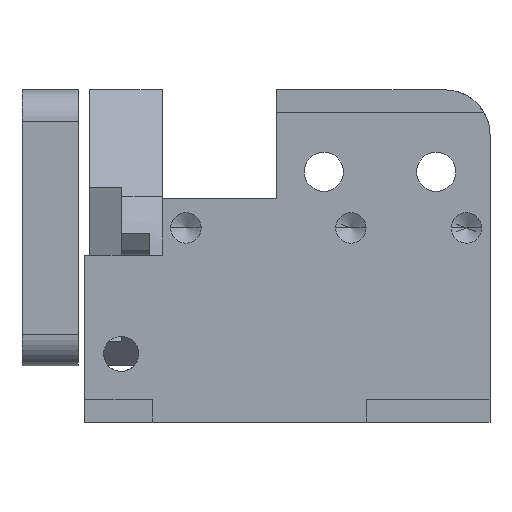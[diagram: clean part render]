
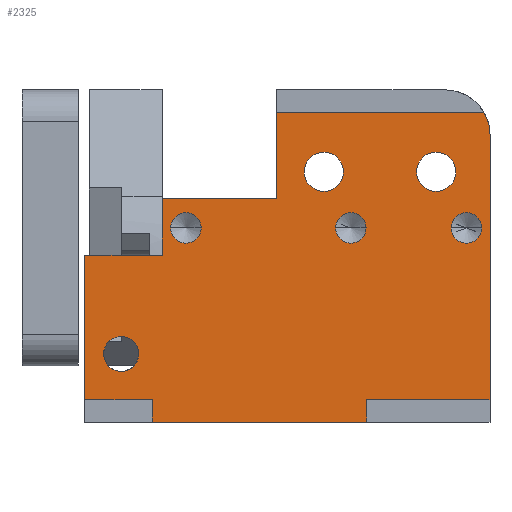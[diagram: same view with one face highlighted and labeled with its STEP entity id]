
A CAD part, front view. The second image highlights one B-rep face of the part: STEP entity #2325.
In plain terms, the highlighted planar face has unit normal (0, -1, 0).
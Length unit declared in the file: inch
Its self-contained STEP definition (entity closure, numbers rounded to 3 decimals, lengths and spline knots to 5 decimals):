
#154=DIRECTION('',(1.,0.,0.));
#155=VECTOR('',#154,0.92321);
#156=CARTESIAN_POINT('',(0.855,0.01,1.38));
#157=LINE('',#156,#155);
#161=CARTESIAN_POINT('',(1.605,0.01,1.28));
#162=DIRECTION('',(0.,1.,0.));
#163=DIRECTION('',(0.866,0.,0.5));
#164=AXIS2_PLACEMENT_3D('',#161,#162,#163);
#169=CARTESIAN_POINT('',(1.065,0.01,1.115));
#170=DIRECTION('',(0.,-1.,0.));
#171=DIRECTION('',(0.,0.,1.));
#172=AXIS2_PLACEMENT_3D('',#169,#170,#171);
#177=CARTESIAN_POINT('',(1.065,0.01,1.115));
#178=DIRECTION('',(0.,-1.,0.));
#179=DIRECTION('',(0.,0.,-1.));
#180=AXIS2_PLACEMENT_3D('',#177,#178,#179);
#185=CARTESIAN_POINT('',(1.565,0.01,1.115));
#186=DIRECTION('',(0.,-1.,0.));
#187=DIRECTION('',(0.,0.,1.));
#188=AXIS2_PLACEMENT_3D('',#185,#186,#187);
#193=CARTESIAN_POINT('',(1.565,0.01,1.115));
#194=DIRECTION('',(0.,-1.,0.));
#195=DIRECTION('',(0.,0.,-1.));
#196=AXIS2_PLACEMENT_3D('',#193,#194,#195);
#201=CARTESIAN_POINT('',(0.162,0.01,0.304));
#202=DIRECTION('',(0.,-1.,0.));
#203=DIRECTION('',(1.,0.,0.));
#204=AXIS2_PLACEMENT_3D('',#201,#202,#203);
#209=CARTESIAN_POINT('',(0.162,0.01,0.304));
#210=DIRECTION('',(0.,-1.,0.));
#211=DIRECTION('',(-1.,0.,0.));
#212=AXIS2_PLACEMENT_3D('',#209,#210,#211);
#217=CARTESIAN_POINT('',(0.45,0.01,0.865));
#218=DIRECTION('',(0.,-1.,0.));
#219=DIRECTION('',(-1.,0.,0.));
#220=AXIS2_PLACEMENT_3D('',#217,#218,#219);
#225=CARTESIAN_POINT('',(0.45,0.01,0.865));
#226=DIRECTION('',(0.,-1.,0.));
#227=DIRECTION('',(1.,0.,0.));
#228=AXIS2_PLACEMENT_3D('',#225,#226,#227);
#233=CARTESIAN_POINT('',(1.185,0.01,0.865));
#234=DIRECTION('',(0.,-1.,0.));
#235=DIRECTION('',(-1.,0.,0.));
#236=AXIS2_PLACEMENT_3D('',#233,#234,#235);
#241=CARTESIAN_POINT('',(1.185,0.01,0.865));
#242=DIRECTION('',(0.,-1.,0.));
#243=DIRECTION('',(1.,0.,0.));
#244=AXIS2_PLACEMENT_3D('',#241,#242,#243);
#249=CARTESIAN_POINT('',(1.7,0.01,0.865));
#250=DIRECTION('',(0.,-1.,0.));
#251=DIRECTION('',(-1.,0.,0.));
#252=AXIS2_PLACEMENT_3D('',#249,#250,#251);
#257=CARTESIAN_POINT('',(1.7,0.01,0.865));
#258=DIRECTION('',(0.,-1.,0.));
#259=DIRECTION('',(1.,0.,0.));
#260=AXIS2_PLACEMENT_3D('',#257,#258,#259);
#265=DIRECTION('',(1.,0.,0.));
#266=VECTOR('',#265,0.55);
#267=CARTESIAN_POINT('',(1.255,0.01,0.1));
#268=LINE('',#267,#266);
#300=DIRECTION('',(0.,0.,1.));
#301=VECTOR('',#300,0.1);
#302=CARTESIAN_POINT('',(1.255,0.01,0.));
#303=LINE('',#302,#301);
#314=DIRECTION('',(0.,0.,1.));
#315=VECTOR('',#314,1.18);
#316=CARTESIAN_POINT('',(1.805,0.01,0.1));
#317=LINE('',#316,#315);
#495=DIRECTION('',(0.,0.,-1.));
#496=VECTOR('',#495,0.251);
#497=CARTESIAN_POINT('',(0.345,0.01,0.995));
#498=LINE('',#497,#496);
#704=DIRECTION('',(-1.,0.,0.));
#705=VECTOR('',#704,0.345);
#706=CARTESIAN_POINT('',(0.345,0.01,0.744));
#707=LINE('',#706,#705);
#845=DIRECTION('',(0.,0.,-1.));
#846=VECTOR('',#845,0.644);
#847=CARTESIAN_POINT('',(0.,0.01,0.744));
#848=LINE('',#847,#846);
#882=DIRECTION('',(1.,0.,0.));
#883=VECTOR('',#882,0.3);
#884=CARTESIAN_POINT('',(0.,0.01,0.1));
#885=LINE('',#884,#883);
#903=DIRECTION('',(0.,0.,-1.));
#904=VECTOR('',#903,0.1);
#905=CARTESIAN_POINT('',(0.3,0.01,0.1));
#906=LINE('',#905,#904);
#917=DIRECTION('',(1.,0.,0.));
#918=VECTOR('',#917,0.955);
#919=CARTESIAN_POINT('',(0.3,0.01,0.));
#920=LINE('',#919,#918);
#1434=DIRECTION('',(0.,0.,-1.));
#1435=VECTOR('',#1434,0.385);
#1436=CARTESIAN_POINT('',(0.855,0.01,1.38));
#1437=LINE('',#1436,#1435);
#1478=DIRECTION('',(-1.,0.,0.));
#1479=VECTOR('',#1478,0.51);
#1480=CARTESIAN_POINT('',(0.855,0.01,0.995));
#1481=LINE('',#1480,#1479);
#1931=CARTESIAN_POINT('',(1.77821,0.01,1.38));
#1932=VERTEX_POINT('',#1931);
#1933=CARTESIAN_POINT('',(0.855,0.01,1.38));
#1934=VERTEX_POINT('',#1933);
#1935=CARTESIAN_POINT('',(1.065,0.01,1.2025));
#1936=CARTESIAN_POINT('',(1.065,0.01,1.0275));
#1937=VERTEX_POINT('',#1935);
#1938=VERTEX_POINT('',#1936);
#1939=CARTESIAN_POINT('',(1.565,0.01,1.2025));
#1940=CARTESIAN_POINT('',(1.565,0.01,1.0275));
#1941=VERTEX_POINT('',#1939);
#1942=VERTEX_POINT('',#1940);
#1943=CARTESIAN_POINT('',(1.255,0.01,0.1));
#1944=CARTESIAN_POINT('',(1.805,0.01,0.1));
#1945=VERTEX_POINT('',#1943);
#1946=VERTEX_POINT('',#1944);
#1947=CARTESIAN_POINT('',(0.3,0.01,0.1));
#1948=CARTESIAN_POINT('',(0.3,0.01,0.));
#1949=VERTEX_POINT('',#1947);
#1950=VERTEX_POINT('',#1948);
#1951=CARTESIAN_POINT('',(0.,0.01,0.1));
#1952=VERTEX_POINT('',#1951);
#1953=CARTESIAN_POINT('',(1.805,0.01,1.28));
#1954=VERTEX_POINT('',#1953);
#1955=CARTESIAN_POINT('',(0.24,0.01,0.304));
#1956=CARTESIAN_POINT('',(0.084,0.01,0.304));
#1957=VERTEX_POINT('',#1955);
#1958=VERTEX_POINT('',#1956);
#1959=CARTESIAN_POINT('',(0.382,0.01,0.865));
#1960=CARTESIAN_POINT('',(0.518,0.01,0.865));
#1961=VERTEX_POINT('',#1959);
#1962=VERTEX_POINT('',#1960);
#1963=CARTESIAN_POINT('',(1.117,0.01,0.865));
#1964=CARTESIAN_POINT('',(1.253,0.01,0.865));
#1965=VERTEX_POINT('',#1963);
#1966=VERTEX_POINT('',#1964);
#1967=CARTESIAN_POINT('',(1.632,0.01,0.865));
#1968=CARTESIAN_POINT('',(1.768,0.01,0.865));
#1969=VERTEX_POINT('',#1967);
#1970=VERTEX_POINT('',#1968);
#2035=CARTESIAN_POINT('',(0.345,0.01,0.995));
#2036=CARTESIAN_POINT('',(0.345,0.01,0.744));
#2037=VERTEX_POINT('',#2035);
#2038=VERTEX_POINT('',#2036);
#2173=CARTESIAN_POINT('',(0.,0.01,0.744));
#2174=VERTEX_POINT('',#2173);
#2181=CARTESIAN_POINT('',(1.255,0.01,0.));
#2182=VERTEX_POINT('',#2181);
#2197=CARTESIAN_POINT('',(0.855,0.01,0.995));
#2198=VERTEX_POINT('',#2197);
#2257=CARTESIAN_POINT('',(0.9025,0.01,0.69));
#2258=DIRECTION('',(0.,1.,0.));
#2259=DIRECTION('',(0.,0.,1.));
#2260=AXIS2_PLACEMENT_3D('',#2257,#2258,#2259);
#2261=PLANE('',#2260);
#2263=ORIENTED_EDGE('',*,*,#2262,.F.);
#2265=ORIENTED_EDGE('',*,*,#2264,.F.);
#2267=ORIENTED_EDGE('',*,*,#2266,.F.);
#2269=ORIENTED_EDGE('',*,*,#2268,.F.);
#2271=ORIENTED_EDGE('',*,*,#2270,.F.);
#2273=ORIENTED_EDGE('',*,*,#2272,.F.);
#2275=ORIENTED_EDGE('',*,*,#2274,.F.);
#2277=ORIENTED_EDGE('',*,*,#2276,.F.);
#2279=ORIENTED_EDGE('',*,*,#2278,.F.);
#2281=ORIENTED_EDGE('',*,*,#2280,.F.);
#2283=ORIENTED_EDGE('',*,*,#2282,.T.);
#2284=ORIENTED_EDGE('',*,*,#2243,.T.);
#2286=ORIENTED_EDGE('',*,*,#2285,.F.);
#2287=EDGE_LOOP('',(#2263,#2265,#2267,#2269,#2271,#2273,#2275,#2277,#2279,#2281,
#2283,#2284,#2286));
#2288=FACE_OUTER_BOUND('',#2287,.F.);
#2290=ORIENTED_EDGE('',*,*,#2289,.T.);
#2292=ORIENTED_EDGE('',*,*,#2291,.T.);
#2293=EDGE_LOOP('',(#2290,#2292));
#2294=FACE_BOUND('',#2293,.F.);
#2296=ORIENTED_EDGE('',*,*,#2295,.T.);
#2298=ORIENTED_EDGE('',*,*,#2297,.T.);
#2299=EDGE_LOOP('',(#2296,#2298));
#2300=FACE_BOUND('',#2299,.F.);
#2302=ORIENTED_EDGE('',*,*,#2301,.T.);
#2304=ORIENTED_EDGE('',*,*,#2303,.T.);
#2305=EDGE_LOOP('',(#2302,#2304));
#2306=FACE_BOUND('',#2305,.F.);
#2308=ORIENTED_EDGE('',*,*,#2307,.T.);
#2310=ORIENTED_EDGE('',*,*,#2309,.T.);
#2311=EDGE_LOOP('',(#2308,#2310));
#2312=FACE_BOUND('',#2311,.F.);
#2314=ORIENTED_EDGE('',*,*,#2313,.T.);
#2316=ORIENTED_EDGE('',*,*,#2315,.T.);
#2317=EDGE_LOOP('',(#2314,#2316));
#2318=FACE_BOUND('',#2317,.F.);
#2320=ORIENTED_EDGE('',*,*,#2319,.T.);
#2322=ORIENTED_EDGE('',*,*,#2321,.T.);
#2323=EDGE_LOOP('',(#2320,#2322));
#2324=FACE_BOUND('',#2323,.F.);
#165=CIRCLE('',#164,0.2);
#173=CIRCLE('',#172,0.0875);
#181=CIRCLE('',#180,0.0875);
#189=CIRCLE('',#188,0.0875);
#197=CIRCLE('',#196,0.0875);
#205=CIRCLE('',#204,0.078);
#213=CIRCLE('',#212,0.078);
#221=CIRCLE('',#220,0.068);
#229=CIRCLE('',#228,0.068);
#237=CIRCLE('',#236,0.068);
#245=CIRCLE('',#244,0.068);
#253=CIRCLE('',#252,0.068);
#261=CIRCLE('',#260,0.068);
#2243=EDGE_CURVE('',#1932,#1954,#165,.T.);
#2262=EDGE_CURVE('',#1945,#1946,#268,.T.);
#2264=EDGE_CURVE('',#2182,#1945,#303,.T.);
#2266=EDGE_CURVE('',#1950,#2182,#920,.T.);
#2268=EDGE_CURVE('',#1949,#1950,#906,.T.);
#2270=EDGE_CURVE('',#1952,#1949,#885,.T.);
#2272=EDGE_CURVE('',#2174,#1952,#848,.T.);
#2274=EDGE_CURVE('',#2038,#2174,#707,.T.);
#2276=EDGE_CURVE('',#2037,#2038,#498,.T.);
#2278=EDGE_CURVE('',#2198,#2037,#1481,.T.);
#2280=EDGE_CURVE('',#1934,#2198,#1437,.T.);
#2282=EDGE_CURVE('',#1934,#1932,#157,.T.);
#2285=EDGE_CURVE('',#1946,#1954,#317,.T.);
#2289=EDGE_CURVE('',#1937,#1938,#173,.T.);
#2291=EDGE_CURVE('',#1938,#1937,#181,.T.);
#2295=EDGE_CURVE('',#1941,#1942,#189,.T.);
#2297=EDGE_CURVE('',#1942,#1941,#197,.T.);
#2301=EDGE_CURVE('',#1957,#1958,#205,.T.);
#2303=EDGE_CURVE('',#1958,#1957,#213,.T.);
#2307=EDGE_CURVE('',#1961,#1962,#221,.T.);
#2309=EDGE_CURVE('',#1962,#1961,#229,.T.);
#2313=EDGE_CURVE('',#1965,#1966,#237,.T.);
#2315=EDGE_CURVE('',#1966,#1965,#245,.T.);
#2319=EDGE_CURVE('',#1969,#1970,#253,.T.);
#2321=EDGE_CURVE('',#1970,#1969,#261,.T.);
#2325=ADVANCED_FACE('',(#2288,#2294,#2300,#2306,#2312,#2318,#2324),#2261,.F.);
